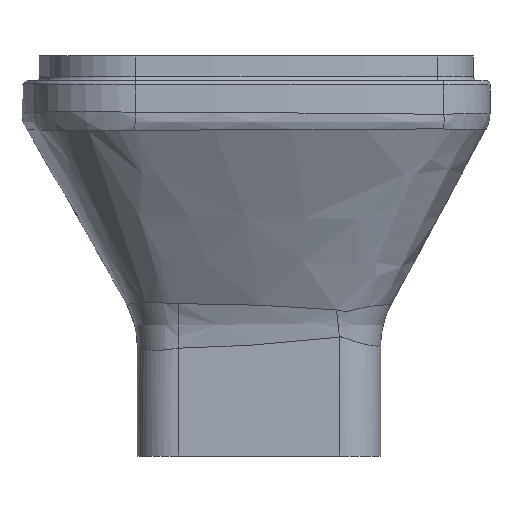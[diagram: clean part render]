
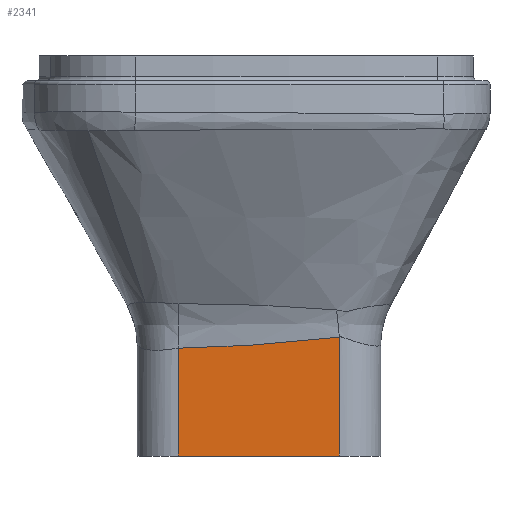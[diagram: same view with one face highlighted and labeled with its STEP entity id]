
A CAD part, left-side view. The second image highlights one B-rep face of the part: STEP entity #2341.
In plain terms, the highlighted planar face has unit normal (-1, 0, 0).
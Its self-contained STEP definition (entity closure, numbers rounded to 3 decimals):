
#108=B_SPLINE_CURVE_WITH_KNOTS('',3,(#9226,#9227,#9228,#9229,#9230,#9231,
#9232,#9233,#9234,#9235,#9236,#9237,#9238,#9239,#9240,#9241),
 .UNSPECIFIED.,.F.,.F.,(4,3,3,3,3,4),(0.,0.005,
0.01,0.02,0.029,0.039),
 .UNSPECIFIED.);
#192=PLANE('',#2569);
#248=FACE_OUTER_BOUND('',#398,.T.);
#398=EDGE_LOOP('',(#1706,#1707,#1708,#1709));
#555=LINE('',#9222,#655);
#556=LINE('',#9243,#656);
#557=LINE('',#9244,#657);
#655=VECTOR('',#3004,1000.);
#656=VECTOR('',#3009,1000.);
#657=VECTOR('',#3010,1000.);
#1025=VERTEX_POINT('',#9099);
#1026=VERTEX_POINT('',#9221);
#1027=VERTEX_POINT('',#9225);
#1028=VERTEX_POINT('',#9242);
#1287=EDGE_CURVE('',#1026,#1025,#555,.T.);
#1289=EDGE_CURVE('',#1025,#1027,#108,.T.);
#1290=EDGE_CURVE('',#1028,#1027,#556,.T.);
#1291=EDGE_CURVE('',#1026,#1028,#557,.T.);
#1706=ORIENTED_EDGE('',*,*,#1287,.T.);
#1707=ORIENTED_EDGE('',*,*,#1289,.T.);
#1708=ORIENTED_EDGE('',*,*,#1290,.F.);
#1709=ORIENTED_EDGE('',*,*,#1291,.F.);
#2341=ADVANCED_FACE('',(#248),#192,.F.);
#2569=AXIS2_PLACEMENT_3D('',#9224,#3007,#3008);
#3004=DIRECTION('',(0.,0.,1.));
#3007=DIRECTION('center_axis',(1.,0.,0.));
#3008=DIRECTION('ref_axis',(0.,0.,-1.));
#3009=DIRECTION('',(0.,0.,1.));
#3010=DIRECTION('',(0.,1.,0.));
#9099=CARTESIAN_POINT('',(-15.,-19.5,-70.113));
#9221=CARTESIAN_POINT('',(-15.,-19.5,-98.93));
#9222=CARTESIAN_POINT('',(-15.,-19.5,-80.93));
#9224=CARTESIAN_POINT('Origin',(-15.,-19.5,-80.93));
#9225=CARTESIAN_POINT('',(-15.,19.5,-72.804));
#9226=CARTESIAN_POINT('Ctrl Pts',(-15.,-19.5,-70.113));
#9227=CARTESIAN_POINT('Ctrl Pts',(-15.,-17.879,-70.278));
#9228=CARTESIAN_POINT('Ctrl Pts',(-15.,-16.258,-70.446));
#9229=CARTESIAN_POINT('Ctrl Pts',(-15.,-14.636,-70.612));
#9230=CARTESIAN_POINT('Ctrl Pts',(-15.,-13.015,-70.778));
#9231=CARTESIAN_POINT('Ctrl Pts',(-15.,-11.393,-70.941));
#9232=CARTESIAN_POINT('Ctrl Pts',(-15.,-9.771,-71.098));
#9233=CARTESIAN_POINT('Ctrl Pts',(-15.,-6.527,-71.411));
#9234=CARTESIAN_POINT('Ctrl Pts',(-15.,-3.28,-71.699));
#9235=CARTESIAN_POINT('Ctrl Pts',(-15.,-0.03,-71.943));
#9236=CARTESIAN_POINT('Ctrl Pts',(-15.,3.221,-72.187));
#9237=CARTESIAN_POINT('Ctrl Pts',(-15.,6.473,-72.387));
#9238=CARTESIAN_POINT('Ctrl Pts',(-15.,9.728,-72.533));
#9239=CARTESIAN_POINT('Ctrl Pts',(-15.,12.983,-72.68));
#9240=CARTESIAN_POINT('Ctrl Pts',(-15.,16.24,-72.773));
#9241=CARTESIAN_POINT('Ctrl Pts',(-15.,19.5,-72.804));
#9242=CARTESIAN_POINT('',(-15.,19.5,-98.93));
#9243=CARTESIAN_POINT('',(-15.,19.5,-80.93));
#9244=CARTESIAN_POINT('',(-15.,-19.5,-98.93));
